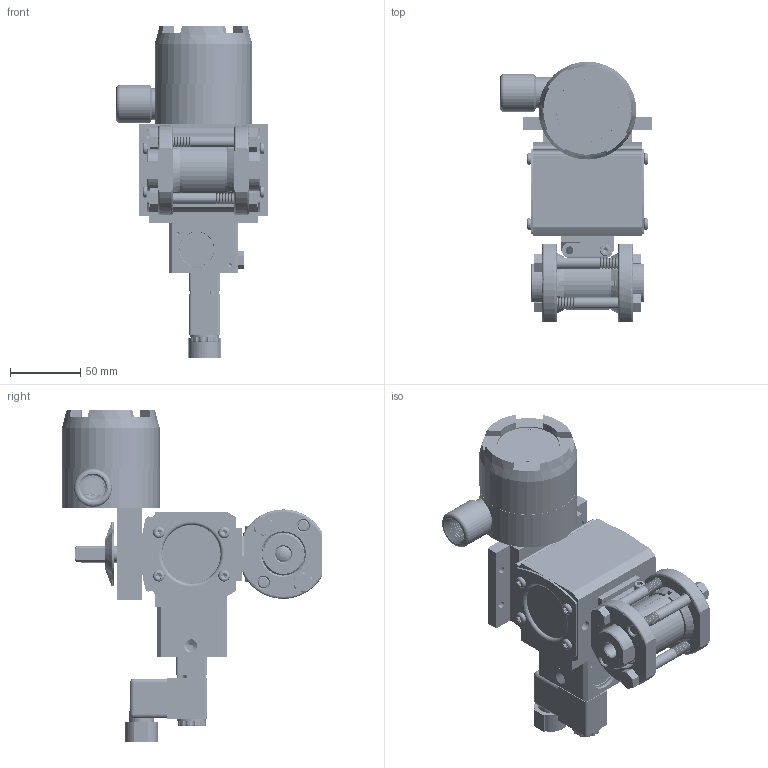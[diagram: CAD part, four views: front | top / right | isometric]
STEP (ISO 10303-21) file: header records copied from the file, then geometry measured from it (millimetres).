
FILE_DESCRIPTION (( 'STEP AP203' ), '1' );
FILE_NAME ('24XXSEFA512D4GPDCLS.step', '2018-09-04T19:02:18', ( '' ), ( '' ), 'SwSTEP 2.0', 'SolidWorks 2018', '' );
FILE_SCHEMA (( 'CONFIG_CONTROL_DESIGN' ));
Products named in the file (1): 24XXSEFA512D4GPDCLS
Bounding box: 107.71 x 184.85 x 235.76 mm (x, y, z)
Volume: 670945.6 mm3; surface area: 249880.1 mm2
Topology: 50 solids, 50 shells, 4594 faces, 12330 edges, 7852 vertices
Faces by surface type: cylinder 2045, cone 1415, plane 750, bspline 194, torus 184, sphere 6
Entity records: 224245 total; most frequent: CARTESIAN_POINT 113232, ORIENTED_EDGE 24304, DIRECTION 22994, EDGE_CURVE 12152, AXIS2_PLACEMENT_3D 9250, VERTEX_POINT 7848, EDGE_LOOP 4956, CIRCLE 4849
